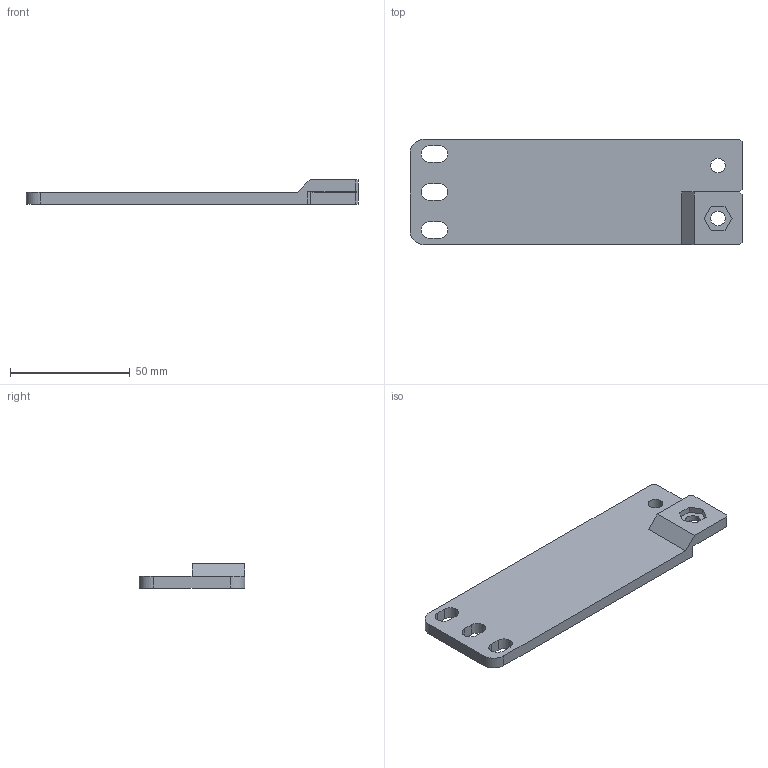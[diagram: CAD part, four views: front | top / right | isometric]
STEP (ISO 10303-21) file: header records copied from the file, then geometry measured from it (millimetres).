
FILE_DESCRIPTION (( 'STEP AP214' ), '1' );
FILE_NAME ('caprack_blank.STEP', '2025-09-05T07:44:35', ( '' ), ( '' ), 'SwSTEP 2.0', 'SolidWorks 2025', '' );
FILE_SCHEMA (( 'AUTOMOTIVE_DESIGN' ));
Length unit declared in the file: millimetre
Products named in the file (1): caprack_blank
Bounding box: 138.5 x 44 x 10.2 mm (x, y, z)
Volume: 29241.9 mm3; surface area: 14490 mm2
Topology: 1 solids, 1 shells, 47 faces, 132 edges, 88 vertices
Faces by surface type: plane 32, cylinder 15
Entity records: 1559 total; most frequent: CARTESIAN_POINT 268, ORIENTED_EDGE 264, DIRECTION 258, EDGE_CURVE 132, VECTOR 102, LINE 102, VERTEX_POINT 88, AXIS2_PLACEMENT_3D 78
